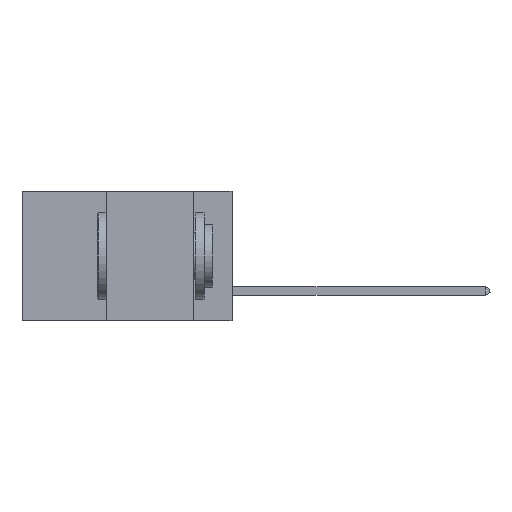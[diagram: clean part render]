
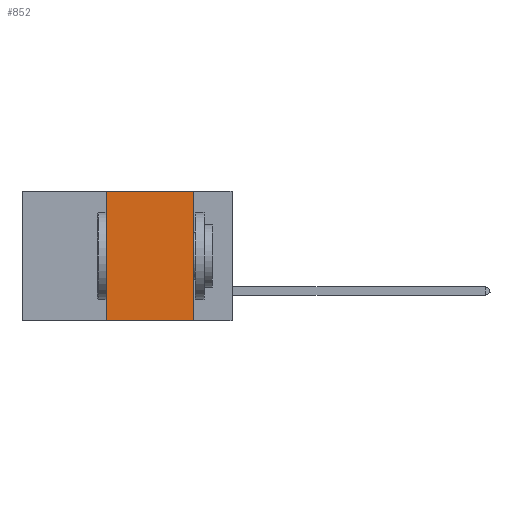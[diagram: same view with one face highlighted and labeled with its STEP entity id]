
A CAD part, left-side view. The second image highlights one B-rep face of the part: STEP entity #852.
In plain terms, the highlighted planar face has unit normal (-1, 0, 0).
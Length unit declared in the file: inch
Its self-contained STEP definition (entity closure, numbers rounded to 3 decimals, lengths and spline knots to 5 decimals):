
#367 = CARTESIAN_POINT ( 'NONE',  ( 0., 0.6, 0. ) ) ;
#518 = CARTESIAN_POINT ( 'NONE',  ( 0., 0.11, 0. ) ) ;
#687 = CARTESIAN_POINT ( 'NONE',  ( 0., 0.36, -0.37 ) ) ;
#852 = ADVANCED_FACE ( 'NONE', ( #15267 ), #14635, .F. ) ;
#2890 = CARTESIAN_POINT ( 'NONE',  ( 0., 0.11, -0.37 ) ) ;
#3284 = VERTEX_POINT ( 'NONE', #7642 ) ;
#3648 = ORIENTED_EDGE ( 'NONE', *, *, #7528, .F. ) ;
#3654 = DIRECTION ( 'NONE',  ( 0., -1., 0. ) ) ;
#3810 = LINE ( 'NONE', #7545, #11988 ) ;
#3932 = LINE ( 'NONE', #367, #10050 ) ;
#4207 = LINE ( 'NONE', #518, #8045 ) ;
#5273 = EDGE_CURVE ( 'NONE', #18750, #12668, #3810, .T. ) ;
#7528 = EDGE_CURVE ( 'NONE', #3284, #12668, #4207, .T. ) ;
#7545 = CARTESIAN_POINT ( 'NONE',  ( 0., 0.6, -0.37 ) ) ;
#7613 = EDGE_CURVE ( 'NONE', #15513, #3284, #3932, .T. ) ;
#7642 = CARTESIAN_POINT ( 'NONE',  ( 0., 0.11, 0. ) ) ;
#8045 = VECTOR ( 'NONE', #13734, 39.37008 ) ;
#8235 = EDGE_CURVE ( 'NONE', #18750, #15513, #18591, .T. ) ;
#8610 = DIRECTION ( 'NONE',  ( 0., 0., 1. ) ) ;
#8971 = DIRECTION ( 'NONE',  ( 0., -1., 0. ) ) ;
#9859 = CARTESIAN_POINT ( 'NONE',  ( 0., 0.6, 0. ) ) ;
#10050 = VECTOR ( 'NONE', #3654, 39.37008 ) ;
#11988 = VECTOR ( 'NONE', #8971, 39.37008 ) ;
#12668 = VERTEX_POINT ( 'NONE', #2890 ) ;
#13153 = ORIENTED_EDGE ( 'NONE', *, *, #7613, .F. ) ;
#13394 = CARTESIAN_POINT ( 'NONE',  ( 0., 0.36, 0. ) ) ;
#13734 = DIRECTION ( 'NONE',  ( 0., 0., -1. ) ) ;
#14635 = PLANE ( 'NONE',  #19739 ) ;
#15267 = FACE_OUTER_BOUND ( 'NONE', #19248, .T. ) ;
#15380 = ORIENTED_EDGE ( 'NONE', *, *, #5273, .T. ) ;
#15445 = VECTOR ( 'NONE', #8610, 39.37008 ) ;
#15446 = ORIENTED_EDGE ( 'NONE', *, *, #8235, .F. ) ;
#15513 = VERTEX_POINT ( 'NONE', #16200 ) ;
#16200 = CARTESIAN_POINT ( 'NONE',  ( 0., 0.36, 0. ) ) ;
#18214 = DIRECTION ( 'NONE',  ( 0., 0., -1. ) ) ;
#18591 = LINE ( 'NONE', #13394, #15445 ) ;
#18750 = VERTEX_POINT ( 'NONE', #687 ) ;
#19248 = EDGE_LOOP ( 'NONE', ( #3648, #13153, #15446, #15380 ) ) ;
#19739 = AXIS2_PLACEMENT_3D ( 'NONE', #9859, #19744, #18214 ) ;
#19744 = DIRECTION ( 'NONE',  ( 1., 0., 0. ) ) ;
